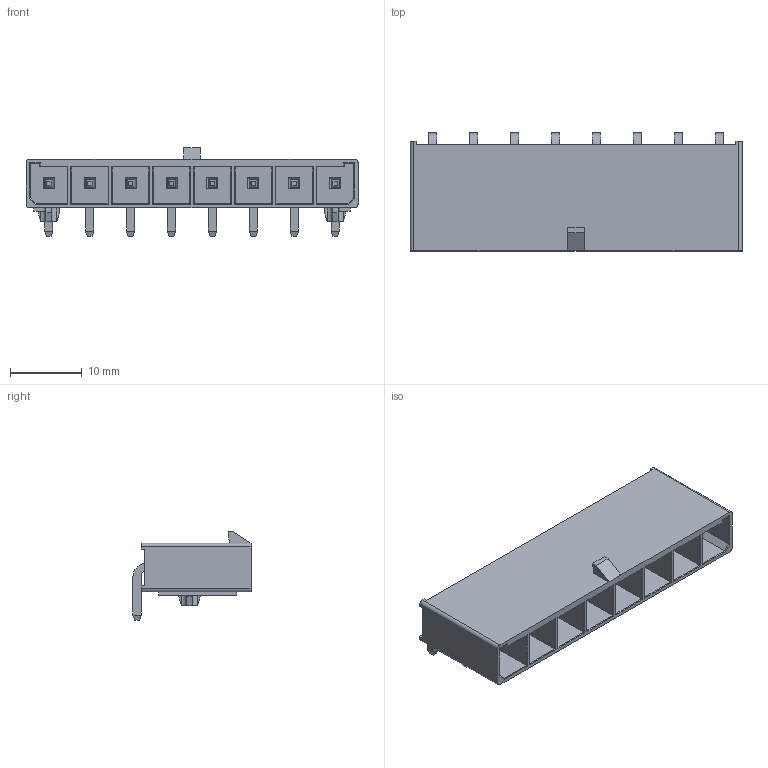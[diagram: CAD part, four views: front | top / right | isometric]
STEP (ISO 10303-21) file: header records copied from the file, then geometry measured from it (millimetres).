
FILE_DESCRIPTION(/* description */ ('Unknown'),/* implementation_level */ '2;1');
FILE_NAME(/* name */ '657008140101',/* time_stamp */ '2022-10-14T09:55:26+02:00',/* author */ ('Unknown'),/* organization */ ('Unknown'),/* preprocessor_version */ 'ST-DEVELOPER v16.7',/* originating_system */ 'Solid Edge',/* authorisation */ 'Unknown');
FILE_SCHEMA (('AUTOMOTIVE_DESIGN { 1 0 10303 214 3 1 1 }','AUTOMOTIVE_DESIGN {1 0 10303 214 3 1 1}'));
Length unit declared in the file: millimetre
Products named in the file (3): 6570xx140101; 657008140101; 6570xx140101_Pin
Assembly tree (9 placements, depth 2):
  6570xx140101
    657008140101
    6570xx140101_Pin  x8
Bounding box: 46.25 x 16.44 x 12.28 mm (x, y, z)
Volume: 2317.7 mm3; surface area: 5496.7 mm2
Topology: 9 solids, 9 shells, 623 faces, 1531 edges, 950 vertices
Faces by surface type: plane 563, cylinder 60
Entity records: 14617 total; most frequent: CARTESIAN_POINT 2540, ORIENTED_EDGE 2502, DIRECTION 2361, EDGE_CURVE 1251, LINE 1155, VECTOR 1155, VERTEX_POINT 782, AXIS2_PLACEMENT_3D 603
